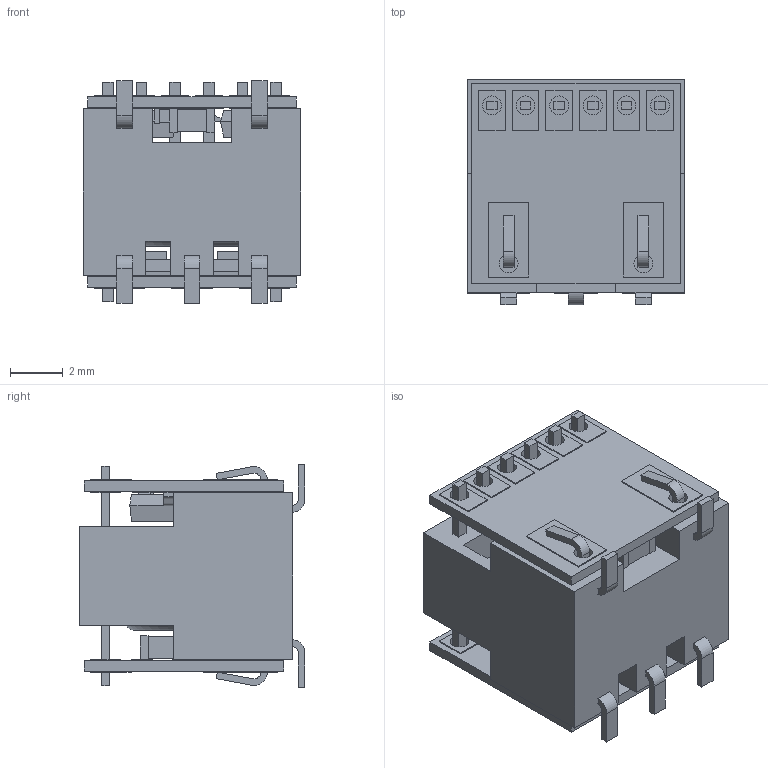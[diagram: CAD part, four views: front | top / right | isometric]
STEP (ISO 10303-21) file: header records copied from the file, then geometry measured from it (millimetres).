
FILE_DESCRIPTION (( 'STEP AP214' ), '1' );
FILE_NAME ('mps_dcdc_mtu2_mc_a.STEP', '2014-10-12T21:59:26', ( '' ), ( '' ), 'SwSTEP 2.0', 'SolidWorks 2014', '' );
FILE_SCHEMA (( 'AUTOMOTIVE_DESIGN' ));
Length unit declared in the file: millimetre
Products named in the file (1): mps_dcdc_mtu2_mc_a
Bounding box: 8.2 x 8.52 x 8.4 mm (x, y, z)
Volume: 287.3 mm3; surface area: 1003.3 mm2
Topology: 40 solids, 40 shells, 1104 faces, 2730 edges, 1793 vertices
Faces by surface type: plane 982, cylinder 71, bspline 46, torus 5
Full cylindrical faces by diameter (mm): 0.711 x14, 0.75 x1, 1 x1, 4.93 x1
Entity records: 46120 total; most frequent: CARTESIAN_POINT 7532, ORIENTED_EDGE 5416, DIRECTION 4881, EDGE_CURVE 2708, VECTOR 2469, LINE 2469, VERTEX_POINT 1793, EDGE_LOOP 1255
